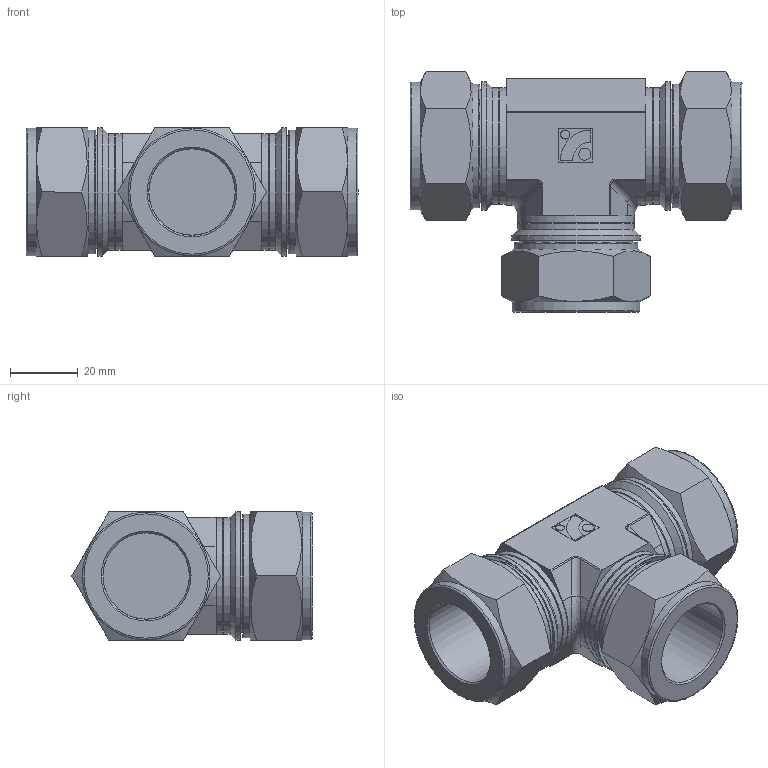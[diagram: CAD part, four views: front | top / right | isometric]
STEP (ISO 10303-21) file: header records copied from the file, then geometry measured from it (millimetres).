
FILE_DESCRIPTION(/* description */ (''),/* implementation_level */ '2;1');
FILE_NAME(/* name */ 'SUTI-16.stp',/* time_stamp */ '2022-07-11T09:42:53+09:00',/* author */ ('user'),/* organization */ (''),/* preprocessor_version */ 'ST-DEVELOPER v18.1',/* originating_system */ 'Autodesk Inventor 2022',/* authorisation */ '');
FILE_SCHEMA (('AUTOMOTIVE_DESIGN { 1 0 10303 214 3 1 1 }','INTEGRATED_CNC_SCHEMA'));
Length unit declared in the file: millimetre
Products named in the file (1): SUT-16
Bounding box: 98.29 x 71.14 x 38.1 mm (x, y, z)
Volume: 101552.2 mm3; surface area: 31111.1 mm2
Topology: 1 solids, 1 shells, 153 faces, 326 edges, 200 vertices
Faces by surface type: plane 64, cylinder 53, cone 24, torus 6, bspline 6
Full cylindrical faces by diameter (mm): 2.7 x1, 3.6 x1, 25.55 x3, 25.6 x3, 31.45 x3, 31.85 x3, 33.34 x3, 34.5 x6, 36.5 x3, 37.8 x3, 38 x3
Entity records: 4317 total; most frequent: CARTESIAN_POINT 906, DIRECTION 726, ORIENTED_EDGE 652, EDGE_CURVE 326, AXIS2_PLACEMENT_3D 288, VERTEX_POINT 200, EDGE_LOOP 178, FACE_OUTER_BOUND 153
